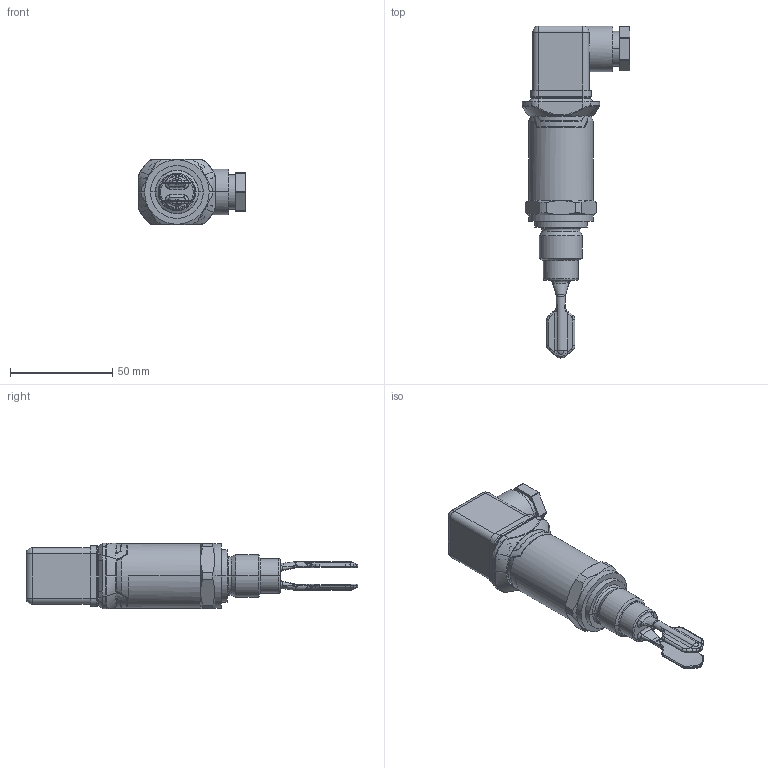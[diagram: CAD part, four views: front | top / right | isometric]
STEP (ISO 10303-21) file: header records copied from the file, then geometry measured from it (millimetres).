
FILE_DESCRIPTION((''),'2;1');
FILE_NAME('DM_CAD-2112','2015-06-02T',('Creinig-se'),(''),'PRO/ENGINEER BY PARAMETRIC TECHNOLOGY CORPORATION, 2013050','PRO/ENGINEER BY PARAMETRIC TECHNOLOGY CORPORATION, 2013050','');
FILE_SCHEMA(('CONFIG_CONTROL_DESIGN'));
Products named in the file (1): DM_CAD-2112
Bounding box: 52.72 x 162.1 x 32 mm (x, y, z)
Volume: 92105.4 mm3; surface area: 21656.2 mm2
Topology: 1 solids, 5 shells, 860 faces, 2269 edges, 1396 vertices
Faces by surface type: cylinder 274, plane 256, bspline 182, torus 58, cone 46, sphere 32, extrusion 12
Entity records: 43725 total; most frequent: CARTESIAN_POINT 17558, ORIENTED_EDGE 4488, DIRECTION 3462, PRESENTATION_STYLE_ASSIGNMENT 2250, STYLED_ITEM 2250, CURVE_STYLE 2249, EDGE_CURVE 2244, VERTEX_POINT 1407
